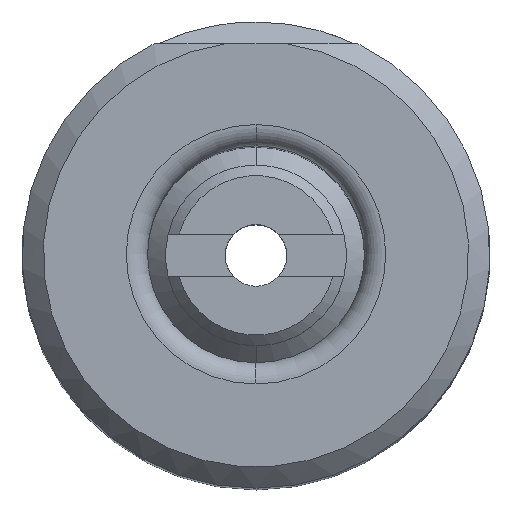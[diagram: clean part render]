
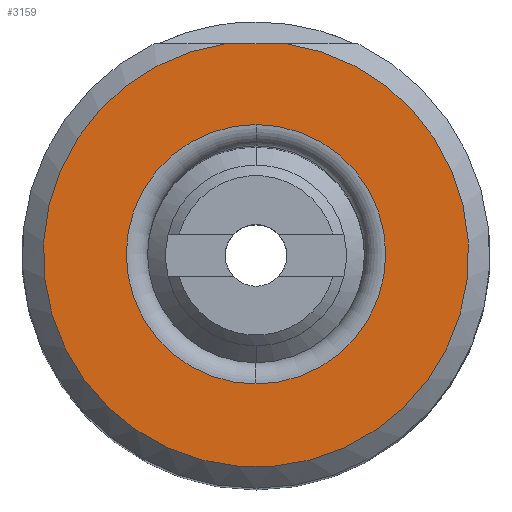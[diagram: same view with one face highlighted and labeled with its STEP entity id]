
A CAD part, top view. The second image highlights one B-rep face of the part: STEP entity #3159.
In plain terms, the highlighted planar face has unit normal (0, 0, 1).
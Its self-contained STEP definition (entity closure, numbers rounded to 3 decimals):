
#579=CARTESIAN_POINT('',(0,0,21.75));
#580=DIRECTION('',(0,0,1));
#581=DIRECTION('',(0,-1,0));
#582=AXIS2_PLACEMENT_3D('',#579,#580,#581);
#584=CARTESIAN_POINT('',(0,0,21.75));
#585=DIRECTION('',(0,0,1));
#586=DIRECTION('',(0,1,0));
#587=AXIS2_PLACEMENT_3D('',#584,#585,#586);
#589=DIRECTION('',(-1,0,0));
#590=VECTOR('',#589,2.821);
#591=CARTESIAN_POINT('',(1.411,9.9,21.75));
#592=LINE('',#591,#590);
#736=CARTESIAN_POINT('',(0,0,21.75));
#737=DIRECTION('',(0,0,1));
#738=DIRECTION('',(-0.141,0.99,0));
#739=AXIS2_PLACEMENT_3D('',#736,#737,#738);
#1953=CARTESIAN_POINT('',(0,-6.1,21.75));
#1954=CARTESIAN_POINT('',(0,6.1,21.75));
#1955=VERTEX_POINT('',#1953);
#1956=VERTEX_POINT('',#1954);
#1972=CARTESIAN_POINT('',(1.411,9.9,21.75));
#1973=CARTESIAN_POINT('',(-1.411,9.9,21.75));
#1974=VERTEX_POINT('',#1972);
#1975=VERTEX_POINT('',#1973);
#3144=CARTESIAN_POINT('',(0,0,21.75));
#3145=DIRECTION('',(0,0,-1));
#3146=DIRECTION('',(0,-1,0));
#3147=AXIS2_PLACEMENT_3D('',#3144,#3145,#3146);
#3148=PLANE('',#3147);
#3150=ORIENTED_EDGE('',*,*,#3149,.F.);
#3152=ORIENTED_EDGE('',*,*,#3151,.F.);
#3153=EDGE_LOOP('',(#3150,#3152));
#3154=FACE_OUTER_BOUND('',#3153,.F.);
#3155=ORIENTED_EDGE('',*,*,#3124,.T.);
#3156=ORIENTED_EDGE('',*,*,#3138,.T.);
#3157=EDGE_LOOP('',(#3155,#3156));
#3158=FACE_BOUND('',#3157,.F.);
#3159=ADVANCED_FACE('',(#3154,#3158),#3148,.F.);
#583=CIRCLE('',#582,6.1);
#588=CIRCLE('',#587,6.1);
#740=CIRCLE('',#739,10);
#3124=EDGE_CURVE('',#1955,#1956,#583,.T.);
#3138=EDGE_CURVE('',#1956,#1955,#588,.T.);
#3149=EDGE_CURVE('',#1974,#1975,#592,.T.);
#3151=EDGE_CURVE('',#1975,#1974,#740,.T.);
